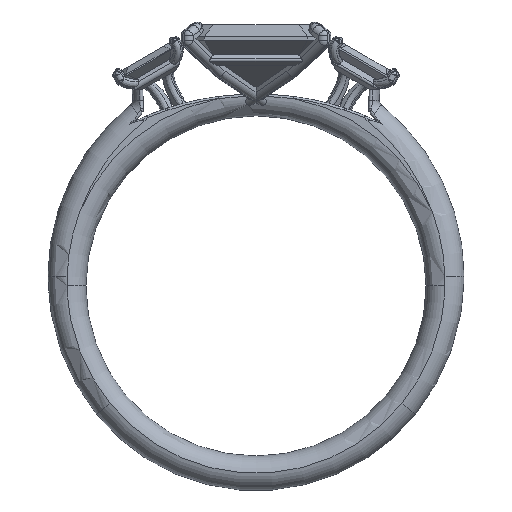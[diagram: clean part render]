
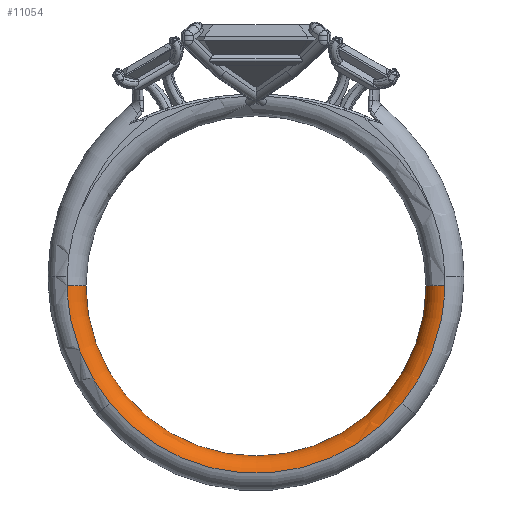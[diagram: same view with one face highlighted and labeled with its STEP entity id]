
A CAD part, top view. The second image highlights one B-rep face of the part: STEP entity #11054.
In plain terms, the highlighted toroidal (fillet/blend) face has major radius 9.1 mm and minor radius 1 mm.
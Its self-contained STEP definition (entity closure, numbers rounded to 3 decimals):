
#113 = CIRCLE ( 'NONE', #7722, 1. ) ;
#793 = CARTESIAN_POINT ( 'NONE',  ( -8.998, 0., 1.495 ) ) ;
#1110 = EDGE_LOOP ( 'NONE', ( #23400, #17151, #7011, #18830, #23619, #5535 ) ) ;
#1858 = CARTESIAN_POINT ( 'NONE',  ( -8.609, -2.498, 1.489 ) ) ;
#1981 = CARTESIAN_POINT ( 'NONE',  ( -7.263, -5.212, 1.485 ) ) ;
#2388 = B_SPLINE_CURVE_WITH_KNOTS ( 'NONE', 3,
 ( #15554, #23184, #6275, #6025, #22947, #11805, #21321, #2391, #13547, #6156 ),
 .UNSPECIFIED., .F., .F.,
 ( 4, 2, 2, 2, 4 ),
 ( 0.001, 0.002, 0.004, 0.005, 0.007 ),
 .UNSPECIFIED. ) ;
#2391 = CARTESIAN_POINT ( 'NONE',  ( 8.934, -1.006, 1.492 ) ) ;
#2496 = TOROIDAL_SURFACE ( 'NONE', #11709, 9.1, 1. ) ;
#2580 = VERTEX_POINT ( 'NONE', #4548 ) ;
#3168 = EDGE_CURVE ( 'NONE', #14581, #16008, #113, .T. ) ;
#4009 = CIRCLE ( 'NONE', #6012, 8.1 ) ;
#4548 = CARTESIAN_POINT ( 'NONE',  ( 6.943, -5.608, 1.485 ) ) ;
#5535 = ORIENTED_EDGE ( 'NONE', *, *, #8528, .F. ) ;
#5737 = CARTESIAN_POINT ( 'NONE',  ( -8.934, -1.006, 1.492 ) ) ;
#5860 = CARTESIAN_POINT ( 'NONE',  ( -9.1, 0., 0.5 ) ) ;
#6012 = AXIS2_PLACEMENT_3D ( 'NONE', #12445, #23590, #12321 ) ;
#6025 = CARTESIAN_POINT ( 'NONE',  ( 8.051, -3.903, 1.486 ) ) ;
#6156 = CARTESIAN_POINT ( 'NONE',  ( 8.998, 0., 1.495 ) ) ;
#6245 = EDGE_CURVE ( 'NONE', #24201, #12961, #23641, .T. ) ;
#6275 = CARTESIAN_POINT ( 'NONE',  ( 7.549, -4.791, 1.485 ) ) ;
#6617 = CARTESIAN_POINT ( 'NONE',  ( 8.1, 0., 0.5 ) ) ;
#7011 = ORIENTED_EDGE ( 'NONE', *, *, #13278, .F. ) ;
#7085 = CARTESIAN_POINT ( 'NONE',  ( 9.1, 0., 0.5 ) ) ;
#7338 = DIRECTION ( 'NONE',  ( 0., 0., -1. ) ) ;
#7498 = DIRECTION ( 'NONE',  ( -1., 0., 0. ) ) ;
#7508 = DIRECTION ( 'NONE',  ( 1., 0., 0. ) ) ;
#7722 = AXIS2_PLACEMENT_3D ( 'NONE', #5860, #23025, #7498 ) ;
#7868 = CARTESIAN_POINT ( 'NONE',  ( -7.549, -4.791, 1.485 ) ) ;
#8270 = EDGE_CURVE ( 'NONE', #10164, #14581, #11739, .T. ) ;
#8528 = EDGE_CURVE ( 'NONE', #16008, #12961, #4009, .T. ) ;
#8605 = CARTESIAN_POINT ( 'NONE',  ( 0., 0., 1.485 ) ) ;
#10164 = VERTEX_POINT ( 'NONE', #12390 ) ;
#10720 = DIRECTION ( 'NONE',  ( 0., 0., -1. ) ) ;
#11054 = ADVANCED_FACE ( 'NONE', ( #22299 ), #2496, .T. ) ;
#11709 = AXIS2_PLACEMENT_3D ( 'NONE', #16789, #22549, #7508 ) ;
#11739 = B_SPLINE_CURVE_WITH_KNOTS ( 'NONE', 3,
 ( #13393, #1981, #7868, #15151, #19030, #1858, #23146, #5737, #24771, #15518 ),
 .UNSPECIFIED., .F., .F.,
 ( 4, 2, 2, 2, 4 ),
 ( 0.001, 0.002, 0.004, 0.005, 0.007 ),
 .UNSPECIFIED. ) ;
#11805 = CARTESIAN_POINT ( 'NONE',  ( 8.609, -2.498, 1.489 ) ) ;
#11930 = CIRCLE ( 'NONE', #17527, 8.925 ) ;
#12321 = DIRECTION ( 'NONE',  ( 1., 0., 0. ) ) ;
#12390 = CARTESIAN_POINT ( 'NONE',  ( -6.943, -5.608, 1.485 ) ) ;
#12445 = CARTESIAN_POINT ( 'NONE',  ( 0., 0., 0.5 ) ) ;
#12619 = DIRECTION ( 'NONE',  ( 0., -1., 0. ) ) ;
#12961 = VERTEX_POINT ( 'NONE', #6617 ) ;
#13278 = EDGE_CURVE ( 'NONE', #2580, #10164, #11930, .T. ) ;
#13393 = CARTESIAN_POINT ( 'NONE',  ( -6.943, -5.608, 1.485 ) ) ;
#13547 = CARTESIAN_POINT ( 'NONE',  ( 8.986, -0.504, 1.494 ) ) ;
#14581 = VERTEX_POINT ( 'NONE', #793 ) ;
#15151 = CARTESIAN_POINT ( 'NONE',  ( -8.051, -3.903, 1.486 ) ) ;
#15518 = CARTESIAN_POINT ( 'NONE',  ( -8.998, 0., 1.495 ) ) ;
#15554 = CARTESIAN_POINT ( 'NONE',  ( 6.943, -5.608, 1.485 ) ) ;
#16008 = VERTEX_POINT ( 'NONE', #23276 ) ;
#16789 = CARTESIAN_POINT ( 'NONE',  ( 0., 0., 0.5 ) ) ;
#17151 = ORIENTED_EDGE ( 'NONE', *, *, #8270, .F. ) ;
#17527 = AXIS2_PLACEMENT_3D ( 'NONE', #8605, #10720, #20364 ) ;
#18830 = ORIENTED_EDGE ( 'NONE', *, *, #23818, .T. ) ;
#19030 = CARTESIAN_POINT ( 'NONE',  ( -8.263, -3.444, 1.487 ) ) ;
#19628 = CARTESIAN_POINT ( 'NONE',  ( 8.998, 0., 1.495 ) ) ;
#20364 = DIRECTION ( 'NONE',  ( -1., 0., 0. ) ) ;
#21321 = CARTESIAN_POINT ( 'NONE',  ( 8.744, -2.01, 1.49 ) ) ;
#22299 = FACE_OUTER_BOUND ( 'NONE', #1110, .T. ) ;
#22549 = DIRECTION ( 'NONE',  ( 0., 0., 1. ) ) ;
#22947 = CARTESIAN_POINT ( 'NONE',  ( 8.263, -3.444, 1.487 ) ) ;
#23025 = DIRECTION ( 'NONE',  ( 0., 1., 0. ) ) ;
#23146 = CARTESIAN_POINT ( 'NONE',  ( -8.744, -2.01, 1.49 ) ) ;
#23184 = CARTESIAN_POINT ( 'NONE',  ( 7.263, -5.212, 1.485 ) ) ;
#23276 = CARTESIAN_POINT ( 'NONE',  ( -8.1, 0., 0.5 ) ) ;
#23400 = ORIENTED_EDGE ( 'NONE', *, *, #3168, .F. ) ;
#23590 = DIRECTION ( 'NONE',  ( 0., 0., 1. ) ) ;
#23619 = ORIENTED_EDGE ( 'NONE', *, *, #6245, .T. ) ;
#23641 = CIRCLE ( 'NONE', #24030, 1. ) ;
#23818 = EDGE_CURVE ( 'NONE', #2580, #24201, #2388, .T. ) ;
#24030 = AXIS2_PLACEMENT_3D ( 'NONE', #7085, #12619, #7338 ) ;
#24201 = VERTEX_POINT ( 'NONE', #19628 ) ;
#24771 = CARTESIAN_POINT ( 'NONE',  ( -8.986, -0.504, 1.494 ) ) ;
